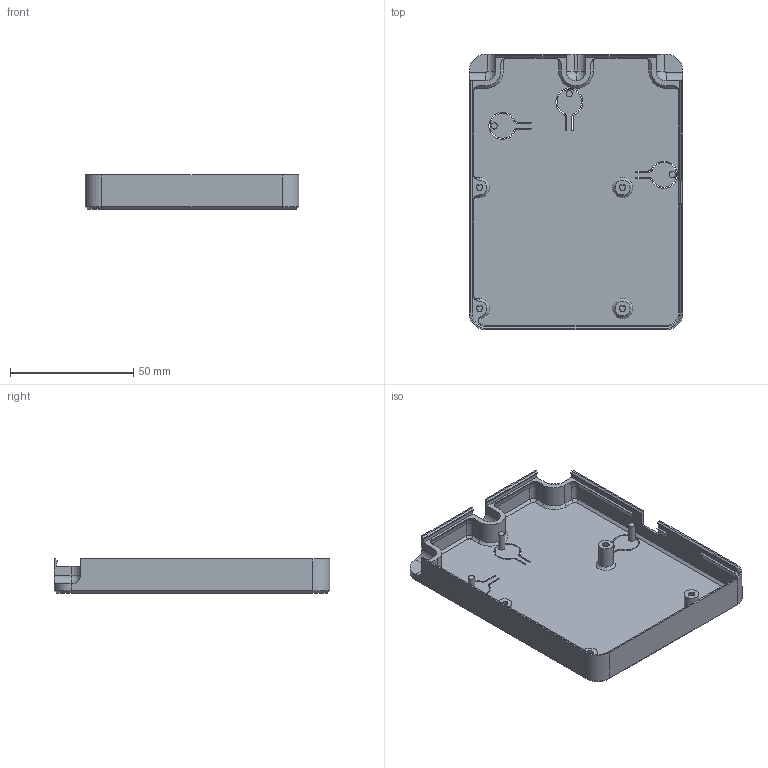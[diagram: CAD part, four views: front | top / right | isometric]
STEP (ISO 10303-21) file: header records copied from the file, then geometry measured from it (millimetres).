
FILE_DESCRIPTION(('FreeCAD Model'),'2;1');
FILE_NAME('Open CASCADE Shape Model','2026-02-12T20:24:39',(''),(''), 'Open CASCADE STEP processor 7.8','FreeCAD','Unknown');
FILE_SCHEMA(('AUTOMOTIVE_DESIGN { 1 0 10303 214 1 1 1 1 }'));
Length unit declared in the file: millimetre
Products named in the file (1): Body
Bounding box: 86.6 x 111.6 x 13.8 mm (x, y, z)
Volume: 15178.2 mm3; surface area: 30358.8 mm2
Topology: 1 solids, 1 shells, 265 faces, 679 edges, 425 vertices
Faces by surface type: plane 112, cylinder 105, cone 29, torus 9, revolution 6, bspline 4
Full cylindrical faces by diameter (mm): 2.6 x3, 6 x2
Entity records: 8817 total; most frequent: CARTESIAN_POINT 2195, DIRECTION 1442, ORIENTED_EDGE 1358, EDGE_CURVE 679, AXIS2_PLACEMENT_3D 514, VERTEX_POINT 425, LINE 408, VECTOR 408
